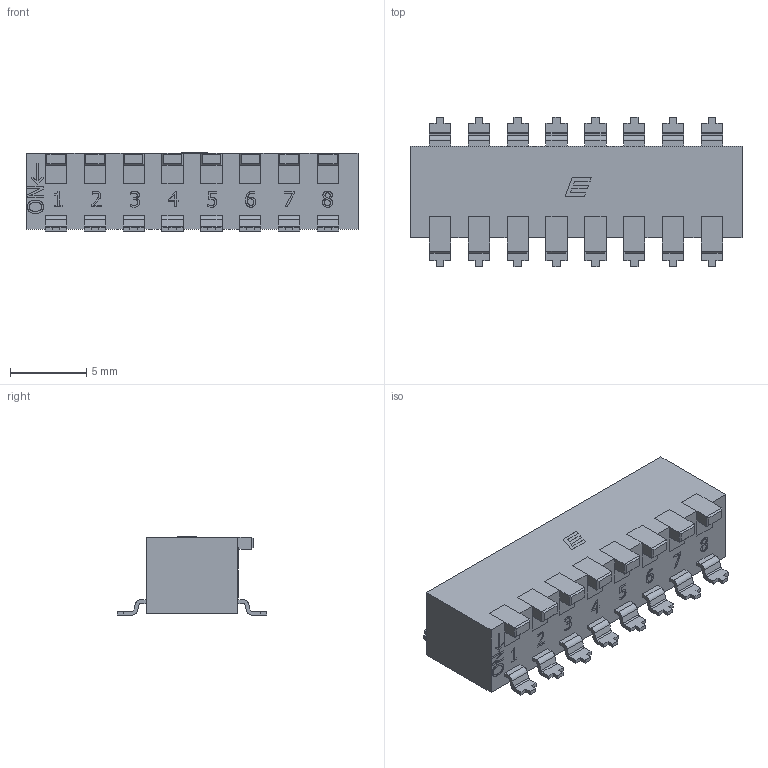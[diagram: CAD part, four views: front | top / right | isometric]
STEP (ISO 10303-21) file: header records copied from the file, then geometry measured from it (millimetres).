
FILE_DESCRIPTION(/* description */ (''),/* implementation_level */ '2;1');
FILE_NAME(/* name */ 'KAC08LGGx.stp',/* time_stamp */ '2025-05-20T15:42:06-05:00',/* author */ ('mroman'),/* organization */ (''),/* preprocessor_version */ 'ST-DEVELOPER v18.1',/* originating_system */ 'Autodesk Inventor 2022',/* authorisation */ '');
FILE_SCHEMA (('AUTOMOTIVE_DESIGN { 1 0 10303 214 3 1 1 }'));
Length unit declared in the file: centimetre
Products named in the file (1): KAC08LGGx
Bounding box: 21.72 x 9.8 x 5.11 mm (x, y, z)
Volume: 672.3 mm3; surface area: 685.5 mm2
Topology: 1 solids, 1 shells, 559 faces, 1540 edges, 1016 vertices
Faces by surface type: plane 395, bspline 100, cylinder 64
Entity records: 18430 total; most frequent: CARTESIAN_POINT 4725, ORIENTED_EDGE 3080, DIRECTION 2388, EDGE_CURVE 1540, LINE 1212, VECTOR 1212, VERTEX_POINT 1016, EDGE_LOOP 592
